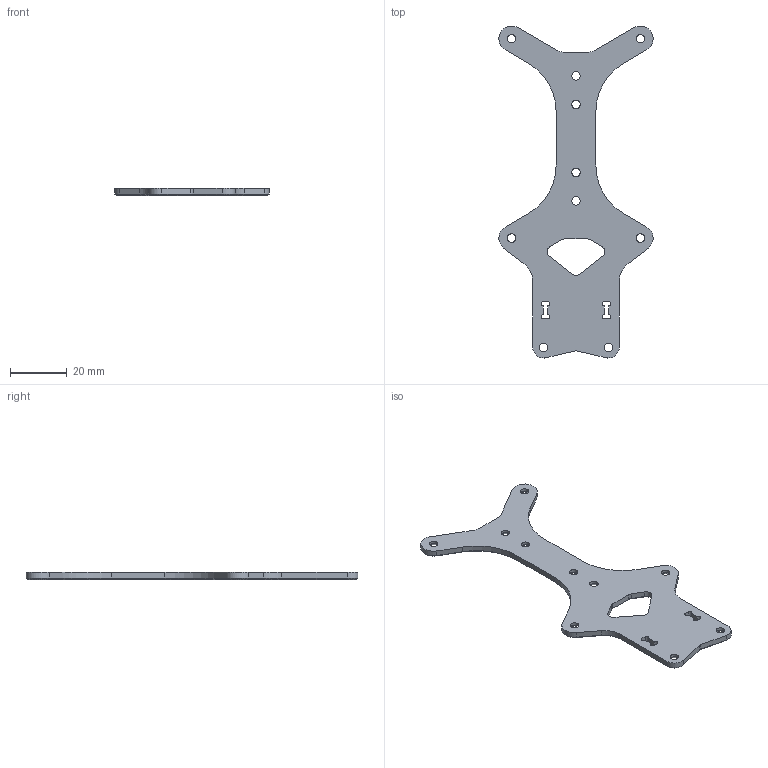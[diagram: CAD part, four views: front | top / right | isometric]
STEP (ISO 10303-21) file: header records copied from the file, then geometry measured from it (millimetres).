
FILE_DESCRIPTION(/* description */ (''),/* implementation_level */ '2;1');
FILE_NAME(/* name */ 'cult-bottom-2.5mm.step',/* time_stamp */ '2022-04-04T16:04:36+02:00',/* author */ (''),/* organization */ (''),/* preprocessor_version */ 'ST-DEVELOPER v18.1',/* originating_system */ 'Autodesk Translation Framework v10.14.0.1471',/* authorisation */ '');
FILE_SCHEMA (('AUTOMOTIVE_DESIGN { 1 0 10303 214 3 1 1 }'));
Length unit declared in the file: millimetre
Products named in the file (1): bottom plate
Bounding box: 54.47 x 117.25 x 2.5 mm (x, y, z)
Volume: 7027 mm3; surface area: 6968.1 mm2
Topology: 1 solids, 1 shells, 118 faces, 298 edges, 182 vertices
Faces by surface type: plane 50, cylinder 38, cone 30
Full cylindrical faces by diameter (mm): 3 x10
Entity records: 3609 total; most frequent: DIRECTION 642, CARTESIAN_POINT 599, ORIENTED_EDGE 596, EDGE_CURVE 298, AXIS2_PLACEMENT_3D 225, LINE 192, VECTOR 192, VERTEX_POINT 182
